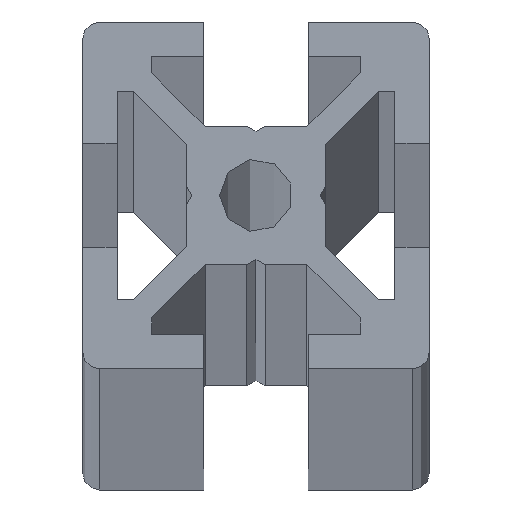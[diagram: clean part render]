
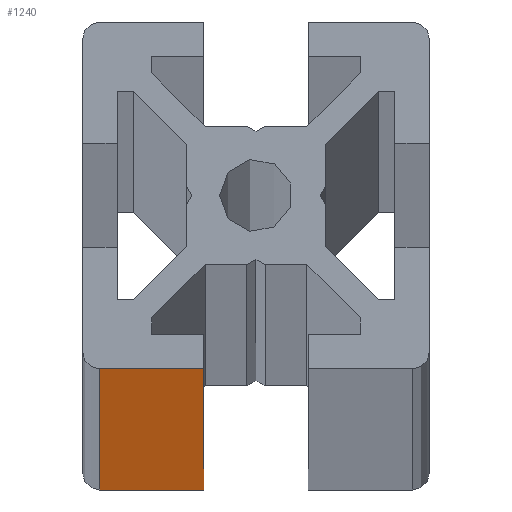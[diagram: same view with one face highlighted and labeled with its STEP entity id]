
A CAD part, top view. The second image highlights one B-rep face of the part: STEP entity #1240.
In plain terms, the highlighted planar face has unit normal (0, -1, 0).
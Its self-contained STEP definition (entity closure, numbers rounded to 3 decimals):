
#47=ORIENTED_EDGE('',*,*,#409,.F.);
#48=ORIENTED_EDGE('',*,*,#408,.F.);
#49=ORIENTED_EDGE('',*,*,#410,.T.);
#50=ORIENTED_EDGE('',*,*,#411,.T.);
#408=EDGE_CURVE('',#588,#587,#710,.T.);
#409=EDGE_CURVE('',#587,#589,#711,.T.);
#410=EDGE_CURVE('',#588,#590,#712,.T.);
#411=EDGE_CURVE('',#590,#589,#713,.T.);
#587=VERTEX_POINT('',#1724);
#588=VERTEX_POINT('',#1726);
#589=VERTEX_POINT('',#1730);
#590=VERTEX_POINT('',#1732);
#710=LINE('',#1727,#882);
#711=LINE('',#1729,#883);
#712=LINE('',#1731,#884);
#713=LINE('',#1733,#885);
#882=VECTOR('',#1405,1000.);
#883=VECTOR('',#1408,1000.);
#884=VECTOR('',#1409,1000.);
#885=VECTOR('',#1410,1000.);
#1050=EDGE_LOOP('',(#47,#48,#49,#50));
#1116=FACE_BOUND('',#1050,.T.);
#1181=PLANE('',#1318);
#1240=ADVANCED_FACE('',(#1116),#1181,.T.);
#1318=AXIS2_PLACEMENT_3D('',#1728,#1406,#1407);
#1405=DIRECTION('',(0.,0.,1.));
#1406=DIRECTION('',(0.,-1.,0.));
#1407=DIRECTION('',(0.,0.,-1.));
#1408=DIRECTION('',(1.,0.,0.));
#1409=DIRECTION('',(1.,0.,0.));
#1410=DIRECTION('',(0.,0.,1.));
#1724=CARTESIAN_POINT('',(-9.,-10.,0.));
#1726=CARTESIAN_POINT('',(-9.,-10.,-4000.));
#1727=CARTESIAN_POINT('',(-9.,-10.,-4000.));
#1728=CARTESIAN_POINT('',(-9.,-10.,-4000.));
#1729=CARTESIAN_POINT('',(-9.,-10.,0.));
#1730=CARTESIAN_POINT('',(-3.,-10.,0.));
#1731=CARTESIAN_POINT('',(-9.,-10.,-4000.));
#1732=CARTESIAN_POINT('',(-3.,-10.,-4000.));
#1733=CARTESIAN_POINT('',(-3.,-10.,-4000.));
